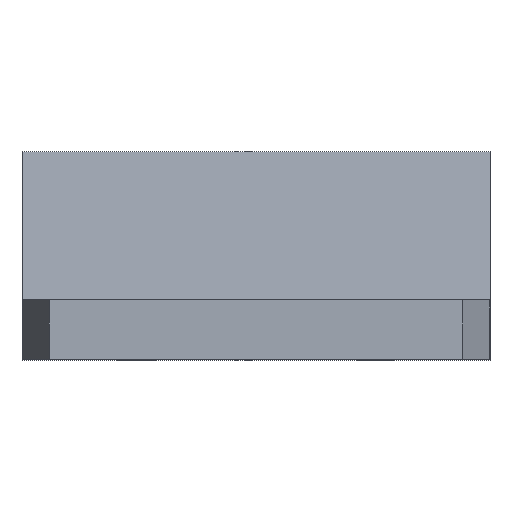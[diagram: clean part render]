
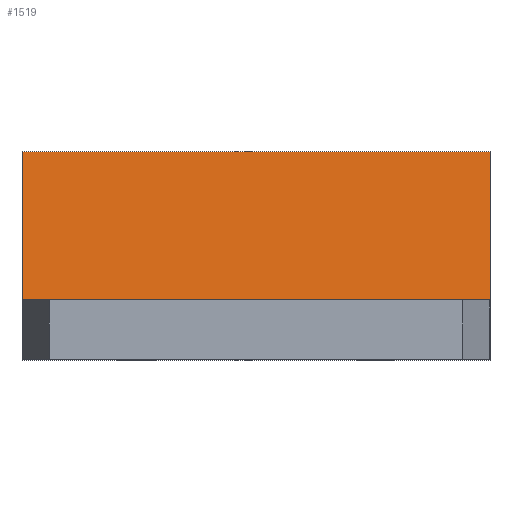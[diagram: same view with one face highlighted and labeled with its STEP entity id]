
A CAD part, top view. The second image highlights one B-rep face of the part: STEP entity #1519.
In plain terms, the highlighted planar face has unit normal (0, 0.122, 0.993).
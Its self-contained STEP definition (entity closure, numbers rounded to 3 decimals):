
#25 = CARTESIAN_POINT ( 'NONE',  ( 2.065, 0.428, 0.334 ) ) ;
#86 = CARTESIAN_POINT ( 'NONE',  ( -7.943, 0.428, 0.334 ) ) ;
#90 = ORIENTED_EDGE ( 'NONE', *, *, #692, .F. ) ;
#94 = EDGE_CURVE ( 'NONE', #377, #1021, #404, .T. ) ;
#96 = VERTEX_POINT ( 'NONE', #1305 ) ;
#97 = CARTESIAN_POINT ( 'NONE',  ( -7.943, -2.747, 0.724 ) ) ;
#109 = VERTEX_POINT ( 'NONE', #97 ) ;
#140 = ORIENTED_EDGE ( 'NONE', *, *, #1261, .T. ) ;
#177 = CARTESIAN_POINT ( 'NONE',  ( 2.065, 0.428, 0.334 ) ) ;
#214 = CARTESIAN_POINT ( 'NONE',  ( 2.054, -2.747, 0.724 ) ) ;
#249 = AXIS2_PLACEMENT_3D ( 'NONE', #490, #1401, #625 ) ;
#286 = FACE_OUTER_BOUND ( 'NONE', #1426, .T. ) ;
#377 = VERTEX_POINT ( 'NONE', #591 ) ;
#384 = LINE ( 'NONE', #1201, #1082 ) ;
#404 = LINE ( 'NONE', #86, #724 ) ;
#468 = ORIENTED_EDGE ( 'NONE', *, *, #626, .F. ) ;
#490 = CARTESIAN_POINT ( 'NONE',  ( -7.943, 0.428, 0.334 ) ) ;
#559 = VERTEX_POINT ( 'NONE', #214 ) ;
#591 = CARTESIAN_POINT ( 'NONE',  ( -7.943, 0.428, 0.334 ) ) ;
#625 = DIRECTION ( 'NONE',  ( 0., -0.993, 0.122 ) ) ;
#626 = EDGE_CURVE ( 'NONE', #109, #377, #384, .T. ) ;
#627 = EDGE_CURVE ( 'NONE', #96, #559, #1430, .T. ) ;
#692 = EDGE_CURVE ( 'NONE', #559, #109, #1302, .T. ) ;
#724 = VECTOR ( 'NONE', #755, 1000. ) ;
#742 = ORIENTED_EDGE ( 'NONE', *, *, #94, .F. ) ;
#755 = DIRECTION ( 'NONE',  ( 1., 0., 0. ) ) ;
#854 = DIRECTION ( 'NONE',  ( -1., 0., 0. ) ) ;
#940 = DIRECTION ( 'NONE',  ( 0., 0.993, -0.122 ) ) ;
#954 = VECTOR ( 'NONE', #1356, 1000. ) ;
#971 = CARTESIAN_POINT ( 'NONE',  ( -7.943, -2.747, 0.724 ) ) ;
#1008 = LINE ( 'NONE', #25, #1696 ) ;
#1021 = VERTEX_POINT ( 'NONE', #177 ) ;
#1082 = VECTOR ( 'NONE', #1338, 1000. ) ;
#1098 = ORIENTED_EDGE ( 'NONE', *, *, #627, .F. ) ;
#1201 = CARTESIAN_POINT ( 'NONE',  ( -7.943, 0.428, 0.334 ) ) ;
#1261 = EDGE_CURVE ( 'NONE', #96, #1021, #1008, .T. ) ;
#1302 = LINE ( 'NONE', #971, #954 ) ;
#1305 = CARTESIAN_POINT ( 'NONE',  ( 2.065, -2.747, 0.724 ) ) ;
#1329 = CARTESIAN_POINT ( 'NONE',  ( -7.943, -2.747, 0.724 ) ) ;
#1338 = DIRECTION ( 'NONE',  ( 0., 0.993, -0.122 ) ) ;
#1356 = DIRECTION ( 'NONE',  ( -1., 0., 0. ) ) ;
#1383 = VECTOR ( 'NONE', #854, 1000. ) ;
#1401 = DIRECTION ( 'NONE',  ( 0., -0.122, -0.993 ) ) ;
#1426 = EDGE_LOOP ( 'NONE', ( #140, #742, #468, #90, #1098 ) ) ;
#1430 = LINE ( 'NONE', #1329, #1383 ) ;
#1519 = ADVANCED_FACE ( 'NONE', ( #286 ), #1643, .F. ) ;
#1643 = PLANE ( 'NONE',  #249 ) ;
#1696 = VECTOR ( 'NONE', #940, 1000. ) ;
